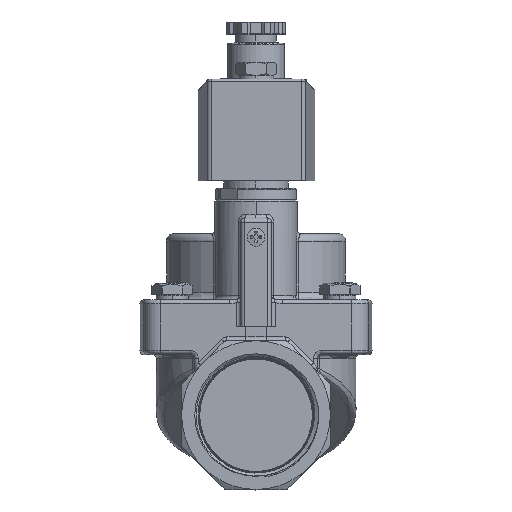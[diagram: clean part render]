
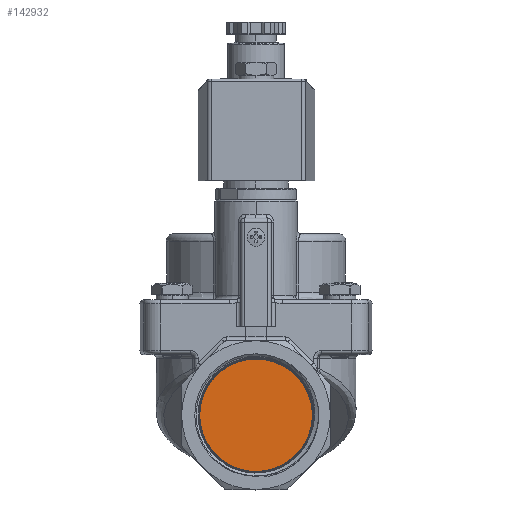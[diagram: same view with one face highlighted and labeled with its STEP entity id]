
A CAD part, top view. The second image highlights one B-rep face of the part: STEP entity #142932.
In plain terms, the highlighted planar face has unit normal (0, 0, 1).
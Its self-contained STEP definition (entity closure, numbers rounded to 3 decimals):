
#2160 = AXIS2_PLACEMENT_3D ( 'NONE', #167985, #89001, #9901 ) ;
#3151 = CARTESIAN_POINT ( 'NONE',  ( 19.145, 39.751, 38. ) ) ;
#3724 = CARTESIAN_POINT ( 'NONE',  ( 21.989, 24.865, 38. ) ) ;
#4286 = CARTESIAN_POINT ( 'NONE',  ( 11.903, 9.428, 38. ) ) ;
#4623 = CARTESIAN_POINT ( 'NONE',  ( 0.759, 29., 38. ) ) ;
#4847 = CARTESIAN_POINT ( 'NONE',  ( -5.628, 6.308, 38. ) ) ;
#9901 = DIRECTION ( 'NONE',  ( 1., 0., 0. ) ) ;
#16392 = CARTESIAN_POINT ( 'NONE',  ( 20.146, 37.878, 38. ) ) ;
#16957 = CARTESIAN_POINT ( 'NONE',  ( 21.191, 21.436, 38. ) ) ;
#17525 = CARTESIAN_POINT ( 'NONE',  ( 8.806, 7.789, 38. ) ) ;
#18084 = CARTESIAN_POINT ( 'NONE',  ( -9.661, 7.593, 38. ) ) ;
#19514 = ORIENTED_EDGE ( 'NONE', *, *, #167648, .T. ) ;
#21981 = PLANE ( 'NONE',  #2160 ) ;
#22470 = ORIENTED_EDGE ( 'NONE', *, *, #123421, .F. ) ;
#23296 = EDGE_CURVE ( 'NONE', #154382, #64235, #97963, .T. ) ;
#24882 = CARTESIAN_POINT ( 'NONE',  ( -22.366, 21.428, 38. ) ) ;
#29677 = CARTESIAN_POINT ( 'NONE',  ( 21.212, 35.286, 38. ) ) ;
#30242 = CARTESIAN_POINT ( 'NONE',  ( 20.126, 18.847, 38. ) ) ;
#30812 = CARTESIAN_POINT ( 'NONE',  ( 6.831, 7.015, 38. ) ) ;
#31356 = CARTESIAN_POINT ( 'NONE',  ( -12.155, 8.858, 38. ) ) ;
#36762 = CARTESIAN_POINT ( 'NONE',  ( -20.913, 17.863, 38. ) ) ;
#38190 = CARTESIAN_POINT ( 'NONE',  ( -23.256, 25.167, 38. ) ) ;
#43002 = CARTESIAN_POINT ( 'NONE',  ( 22., 31.863, 38. ) ) ;
#43064 = B_SPLINE_CURVE_WITH_KNOTS ( 'NONE', 3,
 ( #102618, #89366, #115863, #36762 ),
 .UNSPECIFIED., .F., .F.,
 ( 4, 4 ),
 ( 0., 0.006 ),
 .UNSPECIFIED. ) ;
#43571 = CARTESIAN_POINT ( 'NONE',  ( 19.132, 16.974, 38. ) ) ;
#44142 = CARTESIAN_POINT ( 'NONE',  ( 4.138, 6.248, 38. ) ) ;
#44263 = VERTEX_POINT ( 'NONE', #111695 ) ;
#44727 = CARTESIAN_POINT ( 'NONE',  ( -13.943, 9.985, 38. ) ) ;
#49895 = ORIENTED_EDGE ( 'NONE', *, *, #23296, .F. ) ;
#50334 = EDGE_CURVE ( 'NONE', #118065, #154382, #89591, .T. ) ;
#51442 = CARTESIAN_POINT ( 'NONE',  ( -23.391, 29., 38. ) ) ;
#55944 = CARTESIAN_POINT ( 'NONE',  ( -20.913, 17.863, 38. ) ) ;
#56226 = CARTESIAN_POINT ( 'NONE',  ( 22.23, 29.759, 38. ) ) ;
#56788 = CARTESIAN_POINT ( 'NONE',  ( 17.144, 14.086, 38. ) ) ;
#57348 = CARTESIAN_POINT ( 'NONE',  ( 0.651, 5.824, 38. ) ) ;
#57908 = CARTESIAN_POINT ( 'NONE',  ( -16.702, 12.184, 38. ) ) ;
#64235 = VERTEX_POINT ( 'NONE', #136606 ) ;
#69555 = CARTESIAN_POINT ( 'NONE',  ( 22.258, 27.661, 38. ) ) ;
#70102 = CARTESIAN_POINT ( 'NONE',  ( 15.205, 12.058, 38. ) ) ;
#70671 = CARTESIAN_POINT ( 'NONE',  ( -1.464, 5.807, 38. ) ) ;
#70746 = B_SPLINE_CURVE_WITH_KNOTS ( 'NONE', 3,
 ( #161247, #3151, #95532, #16392, #108782, #29677, #122066, #43002, #135330, #56226, #148575, #69555, #161810, #82821, #3724, #96113, #16957, #109349, #30242, #122632, #43571, #135870, #56788, #149134, #70102, #162384, #83377, #4286, #96676, #17525, #109917, #30812, #123207, #44142, #136428, #57348, #149710, #70671, #162960, #83936, #4847, #97249, #18084, #110494, #31356, #123773, #44727, #137003, #57908, #150274 ),
 .UNSPECIFIED., .F., .F.,
 ( 4, 2, 2, 2, 2, 2, 2, 2, 2, 2, 2, 2, 2, 2, 2, 2, 2, 2, 2, 2, 2, 2, 2, 2, 4 ),
 ( 0.003, 0.005, 0.007, 0.011, 0.013, 0.015, 0.017, 0.02, 0.024, 0.026, 0.028, 0.032, 0.034, 0.036, 0.041, 0.043, 0.045, 0.049, 0.051, 0.053, 0.058, 0.062, 0.064, 0.066, 0.07 ),
 .UNSPECIFIED. ) ;
#71688 = CARTESIAN_POINT ( 'NONE',  ( 0., 29., 38. ) ) ;
#73623 = ORIENTED_EDGE ( 'NONE', *, *, #105162, .F. ) ;
#82821 = CARTESIAN_POINT ( 'NONE',  ( 22.09, 25.565, 38. ) ) ;
#83377 = CARTESIAN_POINT ( 'NONE',  ( 13.598, 10.673, 38. ) ) ;
#83936 = CARTESIAN_POINT ( 'NONE',  ( -4.251, 6.048, 38. ) ) ;
#84291 = VERTEX_POINT ( 'NONE', #104880 ) ;
#84958 = DIRECTION ( 'NONE',  ( 1., 0., 0. ) ) ;
#89001 = DIRECTION ( 'NONE',  ( 0., 0., 1. ) ) ;
#89366 = CARTESIAN_POINT ( 'NONE',  ( -18.933, 14.629, 38. ) ) ;
#89591 = B_SPLINE_CURVE_WITH_KNOTS ( 'NONE', 3,
 ( #103980, #90785, #169711, #24882, #117282, #38190, #130572, #51442 ),
 .UNSPECIFIED., .F., .F.,
 ( 4, 2, 2, 4 ),
 ( 0., 0.003, 0.006, 0.012 ),
 .UNSPECIFIED. ) ;
#90785 = CARTESIAN_POINT ( 'NONE',  ( -21.345, 18.727, 38. ) ) ;
#95532 = CARTESIAN_POINT ( 'NONE',  ( 19.499, 39.136, 38. ) ) ;
#96113 = CARTESIAN_POINT ( 'NONE',  ( 21.586, 22.78, 38. ) ) ;
#96676 = CARTESIAN_POINT ( 'NONE',  ( 10.705, 8.707, 38. ) ) ;
#97249 = CARTESIAN_POINT ( 'NONE',  ( -8.353, 7.087, 38. ) ) ;
#97963 = LINE ( 'NONE', #4623, #168058 ) ;
#101010 = CIRCLE ( 'NONE', #170204, 21.927 ) ;
#102618 = CARTESIAN_POINT ( 'NONE',  ( -17.673, 13.217, 38. ) ) ;
#103980 = CARTESIAN_POINT ( 'NONE',  ( -20.913, 17.863, 38. ) ) ;
#104880 = CARTESIAN_POINT ( 'NONE',  ( -17.673, 13.217, 38. ) ) ;
#105162 = EDGE_CURVE ( 'NONE', #84291, #118065, #43064, .T. ) ;
#105708 = FACE_OUTER_BOUND ( 'NONE', #113327, .T. ) ;
#108782 = CARTESIAN_POINT ( 'NONE',  ( 20.436, 37.238, 38. ) ) ;
#109349 = CARTESIAN_POINT ( 'NONE',  ( 20.416, 19.486, 38. ) ) ;
#109693 = DIRECTION ( 'NONE',  ( 1., 0., 0. ) ) ;
#109917 = CARTESIAN_POINT ( 'NONE',  ( 8.153, 7.509, 38. ) ) ;
#110494 = CARTESIAN_POINT ( 'NONE',  ( -11.542, 8.52, 38. ) ) ;
#111695 = CARTESIAN_POINT ( 'NONE',  ( 18.764, 40.345, 38. ) ) ;
#113327 = EDGE_LOOP ( 'NONE', ( #19514, #49895, #127787, #73623, #22470 ) ) ;
#115863 = CARTESIAN_POINT ( 'NONE',  ( -20.024, 16.192, 38. ) ) ;
#117282 = CARTESIAN_POINT ( 'NONE',  ( -22.634, 22.36, 38. ) ) ;
#118065 = VERTEX_POINT ( 'NONE', #55944 ) ;
#119586 = CARTESIAN_POINT ( 'NONE',  ( -23.391, 29., 38. ) ) ;
#122066 = CARTESIAN_POINT ( 'NONE',  ( 21.604, 33.942, 38. ) ) ;
#122632 = CARTESIAN_POINT ( 'NONE',  ( 19.485, 17.592, 38. ) ) ;
#123207 = CARTESIAN_POINT ( 'NONE',  ( 6.163, 6.8, 38. ) ) ;
#123421 = EDGE_CURVE ( 'NONE', #44263, #84291, #70746, .T. ) ;
#123773 = CARTESIAN_POINT ( 'NONE',  ( -13.355, 9.589, 38. ) ) ;
#127787 = ORIENTED_EDGE ( 'NONE', *, *, #50334, .F. ) ;
#130572 = CARTESIAN_POINT ( 'NONE',  ( -23.442, 27.068, 38. ) ) ;
#135330 = CARTESIAN_POINT ( 'NONE',  ( 22.1, 31.159, 38. ) ) ;
#135870 = CARTESIAN_POINT ( 'NONE',  ( 18.001, 15.192, 38. ) ) ;
#136428 = CARTESIAN_POINT ( 'NONE',  ( 2.76, 6.002, 38. ) ) ;
#136606 = CARTESIAN_POINT ( 'NONE',  ( -21.927, 29., 38. ) ) ;
#137003 = CARTESIAN_POINT ( 'NONE',  ( -15.649, 11.247, 38. ) ) ;
#142932 = ADVANCED_FACE ( 'NONE', ( #105708 ), #21981, .T. ) ;
#148575 = CARTESIAN_POINT ( 'NONE',  ( 22.261, 29.059, 38. ) ) ;
#149134 = CARTESIAN_POINT ( 'NONE',  ( 15.709, 12.55, 38. ) ) ;
#149710 = CARTESIAN_POINT ( 'NONE',  ( -0.059, 5.797, 38. ) ) ;
#150274 = CARTESIAN_POINT ( 'NONE',  ( -17.673, 13.217, 38. ) ) ;
#154382 = VERTEX_POINT ( 'NONE', #119586 ) ;
#161247 = CARTESIAN_POINT ( 'NONE',  ( 18.764, 40.345, 38. ) ) ;
#161810 = CARTESIAN_POINT ( 'NONE',  ( 22.224, 26.962, 38. ) ) ;
#162384 = CARTESIAN_POINT ( 'NONE',  ( 14.146, 11.117, 38. ) ) ;
#162960 = CARTESIAN_POINT ( 'NONE',  ( -2.164, 5.844, 38. ) ) ;
#163972 = DIRECTION ( 'NONE',  ( 0., 0., 1. ) ) ;
#167648 = EDGE_CURVE ( 'NONE', #44263, #64235, #101010, .T. ) ;
#167985 = CARTESIAN_POINT ( 'NONE',  ( 0., 29., 38. ) ) ;
#168058 = VECTOR ( 'NONE', #109693, 1000. ) ;
#169711 = CARTESIAN_POINT ( 'NONE',  ( -21.722, 19.613, 38. ) ) ;
#170204 = AXIS2_PLACEMENT_3D ( 'NONE', #71688, #163972, #84958 ) ;
